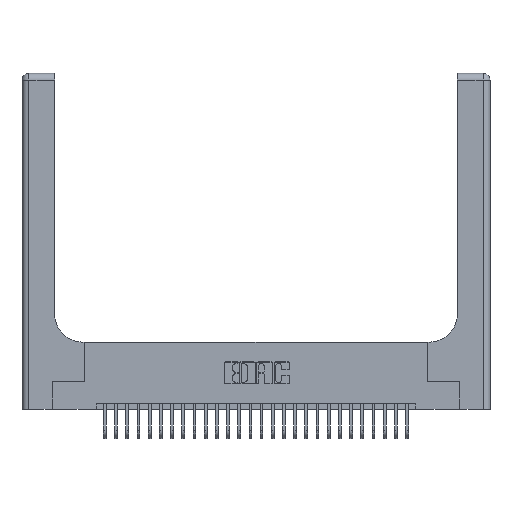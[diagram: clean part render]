
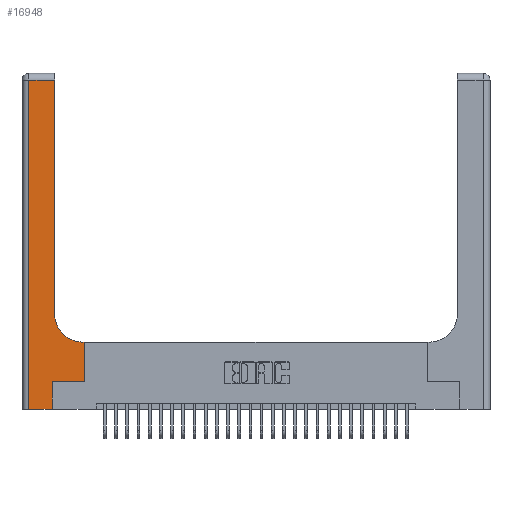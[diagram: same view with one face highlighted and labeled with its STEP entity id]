
A CAD part, top view. The second image highlights one B-rep face of the part: STEP entity #16948.
In plain terms, the highlighted planar face has unit normal (0, 0, 1).
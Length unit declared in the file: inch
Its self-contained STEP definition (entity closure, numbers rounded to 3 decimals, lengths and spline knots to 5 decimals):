
#279 = DIRECTION ( 'NONE',  ( -1., 0., 0. ) ) ;
#1246 = LINE ( 'NONE', #2336, #23758 ) ;
#1782 = VERTEX_POINT ( 'NONE', #24328 ) ;
#2336 = CARTESIAN_POINT ( 'NONE',  ( 0.5585, 0.25, 0.37 ) ) ;
#2432 = VECTOR ( 'NONE', #2899, 39.37008 ) ;
#2811 = EDGE_CURVE ( 'NONE', #12272, #1782, #5518, .T. ) ;
#2899 = DIRECTION ( 'NONE',  ( 1., 0., 0. ) ) ;
#3080 = CARTESIAN_POINT ( 'NONE',  ( 0.2915, 2.94, 0.37 ) ) ;
#3368 = EDGE_CURVE ( 'NONE', #1782, #7552, #20794, .T. ) ;
#3423 = VERTEX_POINT ( 'NONE', #8954 ) ;
#3916 = VECTOR ( 'NONE', #13325, 39.37008 ) ;
#4745 = EDGE_CURVE ( 'NONE', #3423, #11374, #13971, .T. ) ;
#4819 = DIRECTION ( 'NONE',  ( 0., 0., -1. ) ) ;
#4831 = CARTESIAN_POINT ( 'NONE',  ( 0., 2.94, 0.37 ) ) ;
#5089 = AXIS2_PLACEMENT_3D ( 'NONE', #17806, #4819, #20017 ) ;
#5518 = CIRCLE ( 'NONE', #5089, 0.25 ) ;
#6093 = LINE ( 'NONE', #12020, #11147 ) ;
#6550 = ORIENTED_EDGE ( 'NONE', *, *, #24490, .T. ) ;
#7005 = ORIENTED_EDGE ( 'NONE', *, *, #4745, .T. ) ;
#7552 = VERTEX_POINT ( 'NONE', #3080 ) ;
#7570 = CARTESIAN_POINT ( 'NONE',  ( 0.06, 3., 0.37 ) ) ;
#7850 = VECTOR ( 'NONE', #21807, 39.37008 ) ;
#7986 = CARTESIAN_POINT ( 'NONE',  ( 0.06, 2.94, 0.37 ) ) ;
#8193 = AXIS2_PLACEMENT_3D ( 'NONE', #11186, #19856, #279 ) ;
#8954 = CARTESIAN_POINT ( 'NONE',  ( 0.269, 0.25, 0.37 ) ) ;
#9327 = VECTOR ( 'NONE', #11908, 39.37008 ) ;
#9855 = EDGE_CURVE ( 'NONE', #13265, #3423, #27348, .T. ) ;
#10972 = EDGE_CURVE ( 'NONE', #7552, #20884, #12063, .T. ) ;
#11147 = VECTOR ( 'NONE', #18579, 39.37008 ) ;
#11163 = CARTESIAN_POINT ( 'NONE',  ( 0., 0., 0.37 ) ) ;
#11186 = CARTESIAN_POINT ( 'NONE',  ( 0., 3., 0.37 ) ) ;
#11338 = EDGE_CURVE ( 'NONE', #15441, #13265, #14754, .T. ) ;
#11374 = VERTEX_POINT ( 'NONE', #15616 ) ;
#11543 = EDGE_CURVE ( 'NONE', #20884, #15441, #20917, .T. ) ;
#11908 = DIRECTION ( 'NONE',  ( 0., -1., 0. ) ) ;
#12020 = CARTESIAN_POINT ( 'NONE',  ( 0.2915, 0.6, 0.37 ) ) ;
#12063 = LINE ( 'NONE', #4831, #17147 ) ;
#12272 = VERTEX_POINT ( 'NONE', #14506 ) ;
#13265 = VERTEX_POINT ( 'NONE', #22951 ) ;
#13325 = DIRECTION ( 'NONE',  ( 1., 0., 0. ) ) ;
#13345 = PLANE ( 'NONE',  #8193 ) ;
#13423 = DIRECTION ( 'NONE',  ( -1., 0., 0. ) ) ;
#13700 = CARTESIAN_POINT ( 'NONE',  ( 0.269, 0.25, 0.37 ) ) ;
#13971 = LINE ( 'NONE', #13700, #2432 ) ;
#13985 = ORIENTED_EDGE ( 'NONE', *, *, #11338, .T. ) ;
#14506 = CARTESIAN_POINT ( 'NONE',  ( 0.5415, 0.6, 0.37 ) ) ;
#14754 = LINE ( 'NONE', #11163, #3916 ) ;
#14872 = ORIENTED_EDGE ( 'NONE', *, *, #11543, .T. ) ;
#15089 = VECTOR ( 'NONE', #18440, 39.37008 ) ;
#15200 = CARTESIAN_POINT ( 'NONE',  ( 0.2915, 3., 0.37 ) ) ;
#15441 = VERTEX_POINT ( 'NONE', #19655 ) ;
#15616 = CARTESIAN_POINT ( 'NONE',  ( 0.5585, 0.25, 0.37 ) ) ;
#15745 = EDGE_CURVE ( 'NONE', #18112, #12272, #6093, .T. ) ;
#16236 = CARTESIAN_POINT ( 'NONE',  ( 0.269, 0., 0.37 ) ) ;
#16948 = ADVANCED_FACE ( 'NONE', ( #21458 ), #13345, .F. ) ;
#17147 = VECTOR ( 'NONE', #13423, 39.37008 ) ;
#17429 = EDGE_LOOP ( 'NONE', ( #20009, #18914, #14872, #13985, #18352, #7005, #6550, #27979, #28191 ) ) ;
#17806 = CARTESIAN_POINT ( 'NONE',  ( 0.5415, 0.85, 0.37 ) ) ;
#18112 = VERTEX_POINT ( 'NONE', #24161 ) ;
#18352 = ORIENTED_EDGE ( 'NONE', *, *, #9855, .T. ) ;
#18440 = DIRECTION ( 'NONE',  ( 0., 1., 0. ) ) ;
#18579 = DIRECTION ( 'NONE',  ( -1., 0., 0. ) ) ;
#18914 = ORIENTED_EDGE ( 'NONE', *, *, #10972, .T. ) ;
#19655 = CARTESIAN_POINT ( 'NONE',  ( 0.06, 0., 0.37 ) ) ;
#19847 = DIRECTION ( 'NONE',  ( 0., 1., 0. ) ) ;
#19856 = DIRECTION ( 'NONE',  ( 0., 0., -1. ) ) ;
#20009 = ORIENTED_EDGE ( 'NONE', *, *, #3368, .T. ) ;
#20017 = DIRECTION ( 'NONE',  ( 1., 0., 0. ) ) ;
#20794 = LINE ( 'NONE', #15200, #7850 ) ;
#20884 = VERTEX_POINT ( 'NONE', #7986 ) ;
#20917 = LINE ( 'NONE', #7570, #9327 ) ;
#21458 = FACE_OUTER_BOUND ( 'NONE', #17429, .T. ) ;
#21807 = DIRECTION ( 'NONE',  ( 0., 1., 0. ) ) ;
#22951 = CARTESIAN_POINT ( 'NONE',  ( 0.269, 0., 0.37 ) ) ;
#23758 = VECTOR ( 'NONE', #19847, 39.37008 ) ;
#24161 = CARTESIAN_POINT ( 'NONE',  ( 0.5585, 0.6, 0.37 ) ) ;
#24328 = CARTESIAN_POINT ( 'NONE',  ( 0.2915, 0.85, 0.37 ) ) ;
#24490 = EDGE_CURVE ( 'NONE', #11374, #18112, #1246, .T. ) ;
#27348 = LINE ( 'NONE', #16236, #15089 ) ;
#27979 = ORIENTED_EDGE ( 'NONE', *, *, #15745, .T. ) ;
#28191 = ORIENTED_EDGE ( 'NONE', *, *, #2811, .T. ) ;
